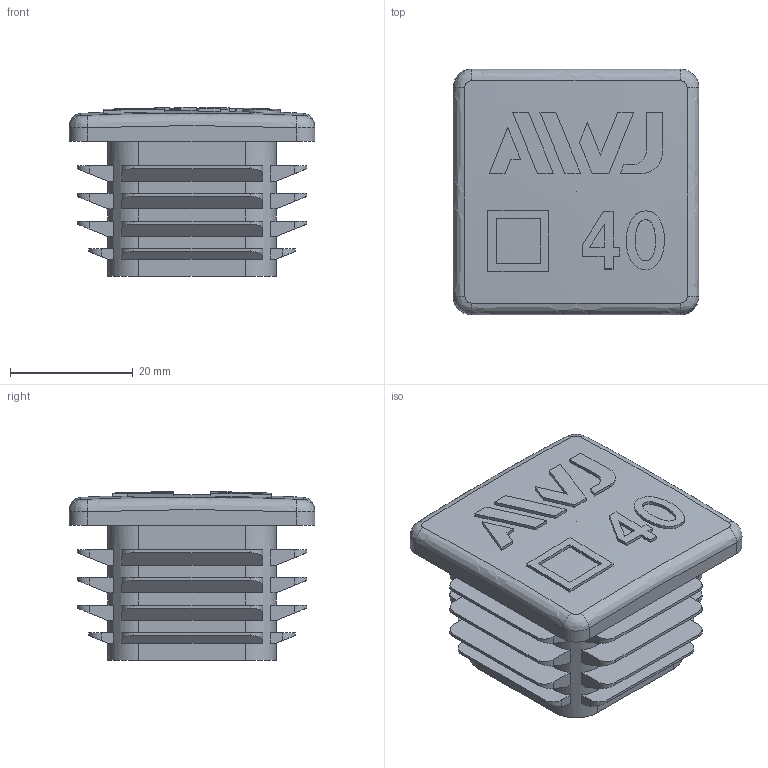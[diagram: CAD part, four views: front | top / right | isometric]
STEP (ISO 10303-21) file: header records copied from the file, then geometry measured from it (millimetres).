
FILE_DESCRIPTION( ( 'STEP AP203' ), '1' );
FILE_NAME( '40.step', '2022-07-25T05:44:13', ( ' ' ), ( ' ' ), 'XStep 1.0', ' ', ' ' );
FILE_SCHEMA( ( 'CONFIG_CONTROL_DESIGN' ) );
Length unit declared in the file: millimetre
Products named in the file (1): 1
Bounding box: 40 x 40 x 27.48 mm (x, y, z)
Volume: 14723.4 mm3; surface area: 11006.9 mm2
Topology: 1 solids, 1 shells, 275 faces, 734 edges, 470 vertices
Faces by surface type: plane 194, cylinder 46, bspline 29, cone 4, extrusion 2
Entity records: 11389 total; most frequent: CARTESIAN_POINT 4805, ORIENTED_EDGE 1444, DIRECTION 1242, EDGE_CURVE 722, VERTEX_POINT 466, VECTOR 424, LINE 422, AXIS2_PLACEMENT_3D 409
